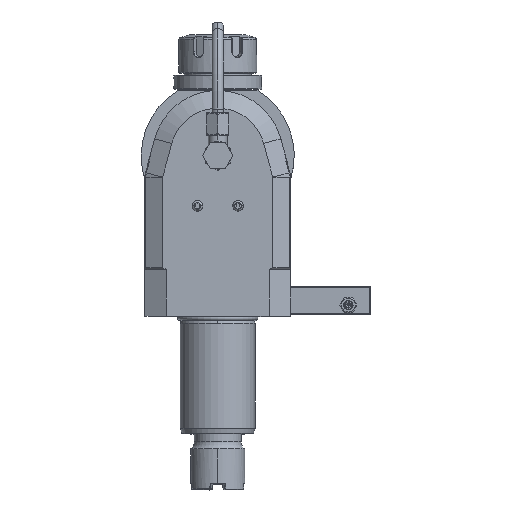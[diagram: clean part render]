
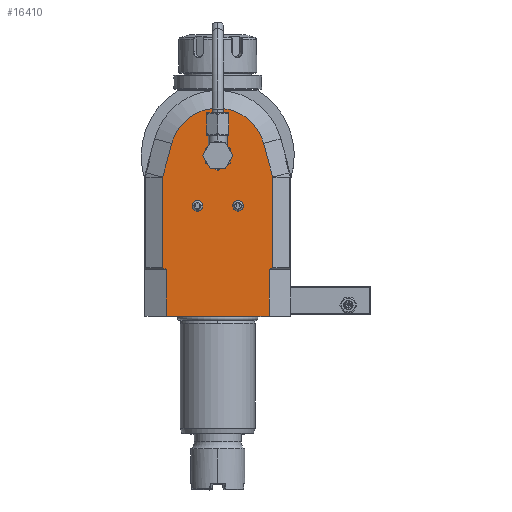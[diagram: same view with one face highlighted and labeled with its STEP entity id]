
A CAD part, top view. The second image highlights one B-rep face of the part: STEP entity #16410.
In plain terms, the highlighted planar face has unit normal (0, 0, 1).
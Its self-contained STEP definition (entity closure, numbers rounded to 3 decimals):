
#747=DIRECTION('',(-1.,0.,0.));
#748=VECTOR('',#747,55.);
#749=CARTESIAN_POINT('',(27.5,-86.,40.));
#750=LINE('',#749,#748);
#1165=DIRECTION('',(0.,-1.,0.));
#1166=VECTOR('',#1165,25.);
#1167=CARTESIAN_POINT('',(27.5,-61.,40.));
#1168=LINE('',#1167,#1166);
#1169=DIRECTION('',(0.,1.,0.));
#1170=VECTOR('',#1169,25.);
#1171=CARTESIAN_POINT('',(-27.5,-86.,40.));
#1172=LINE('',#1171,#1170);
#1173=DIRECTION('',(0.894,-0.447,0.));
#1174=VECTOR('',#1173,2.236);
#1175=CARTESIAN_POINT('',(-29.5,-60.,40.));
#1176=LINE('',#1175,#1174);
#1177=DIRECTION('',(0.,-1.,0.));
#1178=VECTOR('',#1177,48.363);
#1179=CARTESIAN_POINT('',(-29.5,-11.637,40.));
#1180=LINE('',#1179,#1178);
#1181=CARTESIAN_POINT('',(-29.,-11.637,40.));
#1182=DIRECTION('',(0.,0.,1.));
#1183=DIRECTION('',(-0.966,0.259,0.));
#1184=AXIS2_PLACEMENT_3D('',#1181,#1182,#1183);
#1186=DIRECTION('',(-0.259,-0.966,0.));
#1187=VECTOR('',#1186,18.746);
#1188=CARTESIAN_POINT('',(-24.631,6.6,40.));
#1189=LINE('',#1188,#1187);
#1190=CARTESIAN_POINT('',(0.,0.,40.));
#1191=DIRECTION('',(0.,0.,1.));
#1192=DIRECTION('',(0.966,0.259,0.));
#1193=AXIS2_PLACEMENT_3D('',#1190,#1191,#1192);
#1195=DIRECTION('',(-0.259,0.966,0.));
#1196=VECTOR('',#1195,18.746);
#1197=CARTESIAN_POINT('',(29.483,-11.507,40.));
#1198=LINE('',#1197,#1196);
#1199=CARTESIAN_POINT('',(29.,-11.637,40.));
#1200=DIRECTION('',(0.,0.,1.));
#1201=DIRECTION('',(1.,0.,0.));
#1202=AXIS2_PLACEMENT_3D('',#1199,#1200,#1201);
#1204=DIRECTION('',(0.,1.,0.));
#1205=VECTOR('',#1204,48.363);
#1206=CARTESIAN_POINT('',(29.5,-60.,40.));
#1207=LINE('',#1206,#1205);
#1208=DIRECTION('',(0.894,0.447,0.));
#1209=VECTOR('',#1208,2.236);
#1210=CARTESIAN_POINT('',(27.5,-61.,40.));
#1211=LINE('',#1210,#1209);
#1212=CARTESIAN_POINT('',(0.,0.,40.));
#1213=DIRECTION('',(0.,0.,1.));
#1214=DIRECTION('',(1.,0.,0.));
#1215=AXIS2_PLACEMENT_3D('',#1212,#1213,#1214);
#1217=CARTESIAN_POINT('',(0.,0.,40.));
#1218=DIRECTION('',(0.,0.,1.));
#1219=DIRECTION('',(-1.,0.,0.));
#1220=AXIS2_PLACEMENT_3D('',#1217,#1218,#1219);
#1222=CARTESIAN_POINT('',(10.864,-26.888,40.));
#1223=DIRECTION('',(0.,0.,1.));
#1224=DIRECTION('',(-1.,0.,0.));
#1225=AXIS2_PLACEMENT_3D('',#1222,#1223,#1224);
#1227=CARTESIAN_POINT('',(10.864,-26.888,40.));
#1228=DIRECTION('',(0.,0.,1.));
#1229=DIRECTION('',(1.,0.,0.));
#1230=AXIS2_PLACEMENT_3D('',#1227,#1228,#1229);
#1232=CARTESIAN_POINT('',(-10.864,-26.888,40.));
#1233=DIRECTION('',(0.,0.,1.));
#1234=DIRECTION('',(-1.,0.,0.));
#1235=AXIS2_PLACEMENT_3D('',#1232,#1233,#1234);
#1237=CARTESIAN_POINT('',(-10.864,-26.888,40.));
#1238=DIRECTION('',(0.,0.,1.));
#1239=DIRECTION('',(1.,0.,0.));
#1240=AXIS2_PLACEMENT_3D('',#1237,#1238,#1239);
#13477=CARTESIAN_POINT('',(24.631,6.6,40.));
#13478=CARTESIAN_POINT('',(-24.631,6.6,40.));
#13479=VERTEX_POINT('',#13477);
#13480=VERTEX_POINT('',#13478);
#13485=CARTESIAN_POINT('',(-29.483,-11.507,40.));
#13486=VERTEX_POINT('',#13485);
#13487=CARTESIAN_POINT('',(29.483,-11.507,40.));
#13488=VERTEX_POINT('',#13487);
#13489=CARTESIAN_POINT('',(-29.5,-11.637,40.));
#13490=VERTEX_POINT('',#13489);
#13491=CARTESIAN_POINT('',(29.5,-11.637,40.));
#13492=VERTEX_POINT('',#13491);
#13510=CARTESIAN_POINT('',(29.5,-60.,40.));
#13512=VERTEX_POINT('',#13510);
#13519=CARTESIAN_POINT('',(-29.5,-60.,40.));
#13520=VERTEX_POINT('',#13519);
#13815=CARTESIAN_POINT('',(-13.714,-26.888,40.));
#13816=CARTESIAN_POINT('',(-8.014,-26.888,40.));
#13817=VERTEX_POINT('',#13815);
#13818=VERTEX_POINT('',#13816);
#13851=CARTESIAN_POINT('',(8.014,-26.888,40.));
#13852=CARTESIAN_POINT('',(13.714,-26.888,40.));
#13853=VERTEX_POINT('',#13851);
#13854=VERTEX_POINT('',#13852);
#14048=CARTESIAN_POINT('',(27.5,-61.,40.));
#14049=VERTEX_POINT('',#14048);
#14050=CARTESIAN_POINT('',(-27.5,-61.,40.));
#14051=VERTEX_POINT('',#14050);
#14643=CARTESIAN_POINT('',(6.5,0.,40.));
#14644=CARTESIAN_POINT('',(-6.5,0.,40.));
#14645=VERTEX_POINT('',#14643);
#14646=VERTEX_POINT('',#14644);
#14807=CARTESIAN_POINT('',(-27.5,-86.,40.));
#14809=VERTEX_POINT('',#14807);
#14812=CARTESIAN_POINT('',(27.5,-86.,40.));
#14814=VERTEX_POINT('',#14812);
#16364=CARTESIAN_POINT('',(0.,0.,40.));
#16365=DIRECTION('',(0.,0.,1.));
#16366=DIRECTION('',(1.,0.,0.));
#16367=AXIS2_PLACEMENT_3D('',#16364,#16365,#16366);
#16368=PLANE('',#16367);
#16369=ORIENTED_EDGE('',*,*,#16343,.T.);
#16370=ORIENTED_EDGE('',*,*,#15998,.T.);
#16372=ORIENTED_EDGE('',*,*,#16371,.T.);
#16374=ORIENTED_EDGE('',*,*,#16373,.F.);
#16376=ORIENTED_EDGE('',*,*,#16375,.F.);
#16378=ORIENTED_EDGE('',*,*,#16377,.F.);
#16380=ORIENTED_EDGE('',*,*,#16379,.F.);
#16382=ORIENTED_EDGE('',*,*,#16381,.F.);
#16384=ORIENTED_EDGE('',*,*,#16383,.F.);
#16386=ORIENTED_EDGE('',*,*,#16385,.F.);
#16388=ORIENTED_EDGE('',*,*,#16387,.F.);
#16389=ORIENTED_EDGE('',*,*,#16354,.F.);
#16390=EDGE_LOOP('',(#16369,#16370,#16372,#16374,#16376,#16378,#16380,#16382,
#16384,#16386,#16388,#16389));
#16391=FACE_OUTER_BOUND('',#16390,.F.);
#16393=ORIENTED_EDGE('',*,*,#16392,.T.);
#16395=ORIENTED_EDGE('',*,*,#16394,.T.);
#16396=EDGE_LOOP('',(#16393,#16395));
#16397=FACE_BOUND('',#16396,.F.);
#16399=ORIENTED_EDGE('',*,*,#16398,.T.);
#16401=ORIENTED_EDGE('',*,*,#16400,.T.);
#16402=EDGE_LOOP('',(#16399,#16401));
#16403=FACE_BOUND('',#16402,.F.);
#16405=ORIENTED_EDGE('',*,*,#16404,.T.);
#16407=ORIENTED_EDGE('',*,*,#16406,.T.);
#16408=EDGE_LOOP('',(#16405,#16407));
#16409=FACE_BOUND('',#16408,.F.);
#1185=CIRCLE('',#1184,0.5);
#1194=CIRCLE('',#1193,25.5);
#1203=CIRCLE('',#1202,0.5);
#1216=CIRCLE('',#1215,6.5);
#1221=CIRCLE('',#1220,6.5);
#1226=CIRCLE('',#1225,2.85);
#1231=CIRCLE('',#1230,2.85);
#1236=CIRCLE('',#1235,2.85);
#1241=CIRCLE('',#1240,2.85);
#15998=EDGE_CURVE('',#14814,#14809,#750,.T.);
#16343=EDGE_CURVE('',#14049,#14814,#1168,.T.);
#16354=EDGE_CURVE('',#14049,#13512,#1211,.T.);
#16371=EDGE_CURVE('',#14809,#14051,#1172,.T.);
#16373=EDGE_CURVE('',#13520,#14051,#1176,.T.);
#16375=EDGE_CURVE('',#13490,#13520,#1180,.T.);
#16377=EDGE_CURVE('',#13486,#13490,#1185,.T.);
#16379=EDGE_CURVE('',#13480,#13486,#1189,.T.);
#16381=EDGE_CURVE('',#13479,#13480,#1194,.T.);
#16383=EDGE_CURVE('',#13488,#13479,#1198,.T.);
#16385=EDGE_CURVE('',#13492,#13488,#1203,.T.);
#16387=EDGE_CURVE('',#13512,#13492,#1207,.T.);
#16392=EDGE_CURVE('',#14645,#14646,#1216,.T.);
#16394=EDGE_CURVE('',#14646,#14645,#1221,.T.);
#16398=EDGE_CURVE('',#13853,#13854,#1226,.T.);
#16400=EDGE_CURVE('',#13854,#13853,#1231,.T.);
#16404=EDGE_CURVE('',#13817,#13818,#1236,.T.);
#16406=EDGE_CURVE('',#13818,#13817,#1241,.T.);
#16410=ADVANCED_FACE('',(#16391,#16397,#16403,#16409),#16368,.T.);
